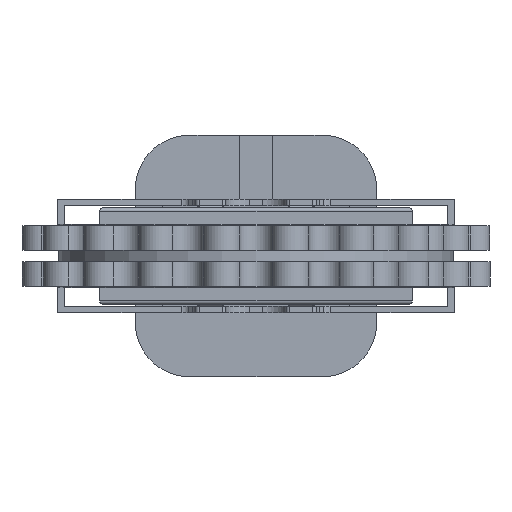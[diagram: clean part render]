
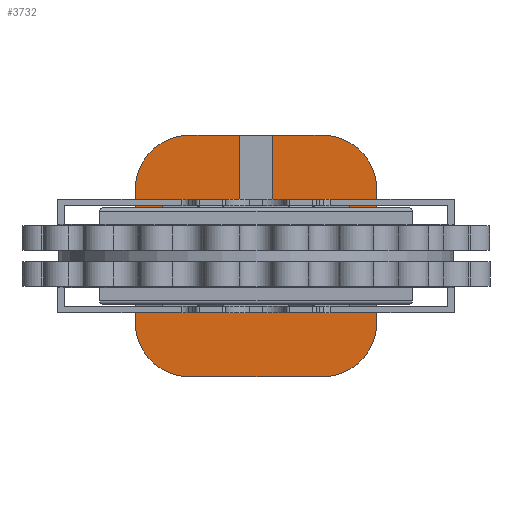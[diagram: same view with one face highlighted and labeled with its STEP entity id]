
A CAD part, front view. The second image highlights one B-rep face of the part: STEP entity #3732.
In plain terms, the highlighted planar face has unit normal (0, -1, 0).
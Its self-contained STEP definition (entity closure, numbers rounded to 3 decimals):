
#21 = CARTESIAN_POINT ( 'NONE',  ( 100., 1219., -188.5 ) ) ;
#243 = CIRCLE ( 'NONE', #29518, 80. ) ;
#1105 = ORIENTED_EDGE ( 'NONE', *, *, #30369, .F. ) ;
#2052 = DIRECTION ( 'NONE',  ( 0., 0., -1. ) ) ;
#2079 = CARTESIAN_POINT ( 'NONE',  ( 180., 1219., -108.5 ) ) ;
#2385 = CARTESIAN_POINT ( 'NONE',  ( 25., 1219., 171.5 ) ) ;
#2657 = ORIENTED_EDGE ( 'NONE', *, *, #54063, .F. ) ;
#2738 = DIRECTION ( 'NONE',  ( 0., 0., 1. ) ) ;
#3259 = VERTEX_POINT ( 'NONE', #62379 ) ;
#3450 = ORIENTED_EDGE ( 'NONE', *, *, #25073, .F. ) ;
#3732 = ADVANCED_FACE ( 'NONE', ( #10812 ), #58273, .F. ) ;
#3890 = ORIENTED_EDGE ( 'NONE', *, *, #36577, .F. ) ;
#4995 = EDGE_CURVE ( 'NONE', #15893, #3259, #29093, .T. ) ;
#5397 = DIRECTION ( 'NONE',  ( 0., 1., 0. ) ) ;
#5549 = EDGE_LOOP ( 'NONE', ( #32753, #16171, #56806, #65690, #64519, #62081, #3450, #29806, #2657, #1105, #59187, #47630, #28924, #3890, #40135, #62536 ) ) ;
#5655 = CARTESIAN_POINT ( 'NONE',  ( 100., 1219., 91.5 ) ) ;
#5865 = DIRECTION ( 'NONE',  ( 0., 0., 1. ) ) ;
#6295 = VECTOR ( 'NONE', #14051, 1000. ) ;
#7210 = CARTESIAN_POINT ( 'NONE',  ( -25., 1219., 236.799 ) ) ;
#7211 = AXIS2_PLACEMENT_3D ( 'NONE', #5655, #58964, #21572 ) ;
#8335 = CIRCLE ( 'NONE', #57247, 80. ) ;
#8811 = VECTOR ( 'NONE', #20291, 1000. ) ;
#9555 = VERTEX_POINT ( 'NONE', #63637 ) ;
#10675 = DIRECTION ( 'NONE',  ( 0., 1., 0. ) ) ;
#10812 = FACE_OUTER_BOUND ( 'NONE', #5549, .T. ) ;
#10979 = CARTESIAN_POINT ( 'NONE',  ( -180., 1219., -108.5 ) ) ;
#11315 = LINE ( 'NONE', #21875, #18024 ) ;
#11884 = CARTESIAN_POINT ( 'NONE',  ( -140., 1219., -83.5 ) ) ;
#12199 = CARTESIAN_POINT ( 'NONE',  ( 25., 1219., 66.5 ) ) ;
#12468 = CARTESIAN_POINT ( 'NONE',  ( 100., 1219., -188.5 ) ) ;
#12553 = VERTEX_POINT ( 'NONE', #46132 ) ;
#14051 = DIRECTION ( 'NONE',  ( 0., 0., -1. ) ) ;
#15394 = VERTEX_POINT ( 'NONE', #12199 ) ;
#15893 = VERTEX_POINT ( 'NONE', #11884 ) ;
#16171 = ORIENTED_EDGE ( 'NONE', *, *, #54299, .T. ) ;
#16346 = EDGE_CURVE ( 'NONE', #15893, #58882, #23043, .T. ) ;
#16350 = VECTOR ( 'NONE', #23225, 1000. ) ;
#16973 = LINE ( 'NONE', #46475, #64064 ) ;
#16990 = EDGE_CURVE ( 'NONE', #3259, #64565, #11315, .T. ) ;
#17763 = CARTESIAN_POINT ( 'NONE',  ( 140., 1219., 66.5 ) ) ;
#17778 = EDGE_CURVE ( 'NONE', #58162, #9555, #44896, .T. ) ;
#18024 = VECTOR ( 'NONE', #38082, 1000. ) ;
#18214 = VECTOR ( 'NONE', #21905, 1000. ) ;
#18626 = VERTEX_POINT ( 'NONE', #47138 ) ;
#19503 = CARTESIAN_POINT ( 'NONE',  ( -25., 1219., 66.5 ) ) ;
#20232 = VECTOR ( 'NONE', #54551, 1000. ) ;
#20291 = DIRECTION ( 'NONE',  ( 1., 0., 0. ) ) ;
#21071 = DIRECTION ( 'NONE',  ( 0., 0., 1. ) ) ;
#21572 = DIRECTION ( 'NONE',  ( 0., 0., 1. ) ) ;
#21875 = CARTESIAN_POINT ( 'NONE',  ( -140., 1219., 66.5 ) ) ;
#21905 = DIRECTION ( 'NONE',  ( 0., 0., 1. ) ) ;
#22984 = EDGE_CURVE ( 'NONE', #58882, #38167, #37537, .T. ) ;
#23043 = LINE ( 'NONE', #57262, #8811 ) ;
#23225 = DIRECTION ( 'NONE',  ( -1., 0., 0. ) ) ;
#23292 = CARTESIAN_POINT ( 'NONE',  ( -140., 1219., 66.5 ) ) ;
#24220 = VERTEX_POINT ( 'NONE', #52938 ) ;
#25073 = EDGE_CURVE ( 'NONE', #39120, #64565, #64426, .T. ) ;
#26935 = CARTESIAN_POINT ( 'NONE',  ( -180., 1219., 91.5 ) ) ;
#27684 = DIRECTION ( 'NONE',  ( 0., 0., 1. ) ) ;
#28273 = VECTOR ( 'NONE', #5865, 1000. ) ;
#28485 = LINE ( 'NONE', #40573, #59634 ) ;
#28828 = VECTOR ( 'NONE', #64344, 1000. ) ;
#28924 = ORIENTED_EDGE ( 'NONE', *, *, #30701, .F. ) ;
#29093 = LINE ( 'NONE', #63590, #18214 ) ;
#29514 = DIRECTION ( 'NONE',  ( 1., 0., 0. ) ) ;
#29518 = AXIS2_PLACEMENT_3D ( 'NONE', #50366, #67119, #2738 ) ;
#29806 = ORIENTED_EDGE ( 'NONE', *, *, #58595, .F. ) ;
#30033 = DIRECTION ( 'NONE',  ( 0., 0., -1. ) ) ;
#30369 = EDGE_CURVE ( 'NONE', #18626, #67750, #43130, .T. ) ;
#30701 = EDGE_CURVE ( 'NONE', #56683, #58162, #243, .T. ) ;
#31401 = VERTEX_POINT ( 'NONE', #2385 ) ;
#32311 = EDGE_CURVE ( 'NONE', #9555, #18626, #60566, .T. ) ;
#32753 = ORIENTED_EDGE ( 'NONE', *, *, #47697, .T. ) ;
#34055 = LINE ( 'NONE', #61781, #67774 ) ;
#35636 = DIRECTION ( 'NONE',  ( 1., 0., 0. ) ) ;
#36228 = LINE ( 'NONE', #23292, #20232 ) ;
#36567 = VECTOR ( 'NONE', #2052, 1000. ) ;
#36577 = EDGE_CURVE ( 'NONE', #36980, #56683, #16973, .T. ) ;
#36980 = VERTEX_POINT ( 'NONE', #46307 ) ;
#37537 = LINE ( 'NONE', #43860, #28273 ) ;
#37756 = CARTESIAN_POINT ( 'NONE',  ( -100., 1219., -108.5 ) ) ;
#37880 = CARTESIAN_POINT ( 'NONE',  ( -100., 1219., 91.5 ) ) ;
#38082 = DIRECTION ( 'NONE',  ( 1., 0., 0. ) ) ;
#38167 = VERTEX_POINT ( 'NONE', #17763 ) ;
#38724 = DIRECTION ( 'NONE',  ( 0., 1., 0. ) ) ;
#39120 = VERTEX_POINT ( 'NONE', #52156 ) ;
#39243 = EDGE_CURVE ( 'NONE', #12553, #36980, #8335, .T. ) ;
#40135 = ORIENTED_EDGE ( 'NONE', *, *, #39243, .F. ) ;
#40573 = CARTESIAN_POINT ( 'NONE',  ( -100., 1219., 171.5 ) ) ;
#43130 = LINE ( 'NONE', #10979, #28828 ) ;
#43860 = CARTESIAN_POINT ( 'NONE',  ( 140., 1219., 66.5 ) ) ;
#44287 = AXIS2_PLACEMENT_3D ( 'NONE', #37880, #10675, #59317 ) ;
#44896 = LINE ( 'NONE', #12468, #16350 ) ;
#45734 = CARTESIAN_POINT ( 'NONE',  ( 25., 1219., 236.799 ) ) ;
#46132 = CARTESIAN_POINT ( 'NONE',  ( 100., 1219., 171.5 ) ) ;
#46307 = CARTESIAN_POINT ( 'NONE',  ( 180., 1219., 91.5 ) ) ;
#46475 = CARTESIAN_POINT ( 'NONE',  ( 180., 1219., 91.5 ) ) ;
#47138 = CARTESIAN_POINT ( 'NONE',  ( -180., 1219., -108.5 ) ) ;
#47630 = ORIENTED_EDGE ( 'NONE', *, *, #17778, .F. ) ;
#47697 = EDGE_CURVE ( 'NONE', #31401, #15394, #66849, .T. ) ;
#50366 = CARTESIAN_POINT ( 'NONE',  ( 100., 1219., -108.5 ) ) ;
#52156 = CARTESIAN_POINT ( 'NONE',  ( -25., 1219., 171.5 ) ) ;
#52938 = CARTESIAN_POINT ( 'NONE',  ( -100., 1219., 171.5 ) ) ;
#52999 = CIRCLE ( 'NONE', #44287, 80. ) ;
#54063 = EDGE_CURVE ( 'NONE', #67750, #24220, #52999, .T. ) ;
#54299 = EDGE_CURVE ( 'NONE', #15394, #38167, #36228, .T. ) ;
#54551 = DIRECTION ( 'NONE',  ( 1., 0., 0. ) ) ;
#55184 = CARTESIAN_POINT ( 'NONE',  ( 100., 1219., 91.5 ) ) ;
#55234 = CARTESIAN_POINT ( 'NONE',  ( 140., 1219., -83.5 ) ) ;
#56683 = VERTEX_POINT ( 'NONE', #2079 ) ;
#56806 = ORIENTED_EDGE ( 'NONE', *, *, #22984, .F. ) ;
#57247 = AXIS2_PLACEMENT_3D ( 'NONE', #55184, #38724, #27684 ) ;
#57262 = CARTESIAN_POINT ( 'NONE',  ( -140., 1219., -83.5 ) ) ;
#58162 = VERTEX_POINT ( 'NONE', #21 ) ;
#58273 = PLANE ( 'NONE',  #7211 ) ;
#58595 = EDGE_CURVE ( 'NONE', #24220, #39120, #34055, .T. ) ;
#58882 = VERTEX_POINT ( 'NONE', #55234 ) ;
#58964 = DIRECTION ( 'NONE',  ( 0., 1., 0. ) ) ;
#59187 = ORIENTED_EDGE ( 'NONE', *, *, #32311, .F. ) ;
#59317 = DIRECTION ( 'NONE',  ( 0., 0., 1. ) ) ;
#59634 = VECTOR ( 'NONE', #35636, 1000. ) ;
#60566 = CIRCLE ( 'NONE', #65223, 80. ) ;
#61781 = CARTESIAN_POINT ( 'NONE',  ( -100., 1219., 171.5 ) ) ;
#62081 = ORIENTED_EDGE ( 'NONE', *, *, #16990, .T. ) ;
#62379 = CARTESIAN_POINT ( 'NONE',  ( -140., 1219., 66.5 ) ) ;
#62536 = ORIENTED_EDGE ( 'NONE', *, *, #69564, .F. ) ;
#63590 = CARTESIAN_POINT ( 'NONE',  ( -140., 1219., 66.5 ) ) ;
#63637 = CARTESIAN_POINT ( 'NONE',  ( -100., 1219., -188.5 ) ) ;
#64064 = VECTOR ( 'NONE', #30033, 1000. ) ;
#64344 = DIRECTION ( 'NONE',  ( 0., 0., 1. ) ) ;
#64426 = LINE ( 'NONE', #7210, #36567 ) ;
#64519 = ORIENTED_EDGE ( 'NONE', *, *, #4995, .T. ) ;
#64565 = VERTEX_POINT ( 'NONE', #19503 ) ;
#65223 = AXIS2_PLACEMENT_3D ( 'NONE', #37756, #5397, #21071 ) ;
#65690 = ORIENTED_EDGE ( 'NONE', *, *, #16346, .F. ) ;
#66849 = LINE ( 'NONE', #45734, #6295 ) ;
#67119 = DIRECTION ( 'NONE',  ( 0., 1., 0. ) ) ;
#67750 = VERTEX_POINT ( 'NONE', #26935 ) ;
#67774 = VECTOR ( 'NONE', #29514, 1000. ) ;
#69564 = EDGE_CURVE ( 'NONE', #31401, #12553, #28485, .T. ) ;
